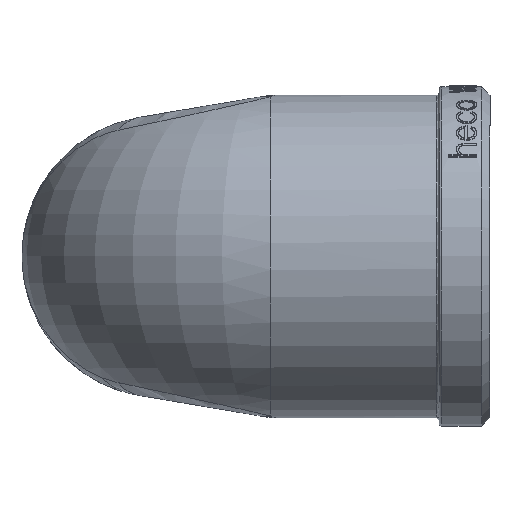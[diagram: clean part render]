
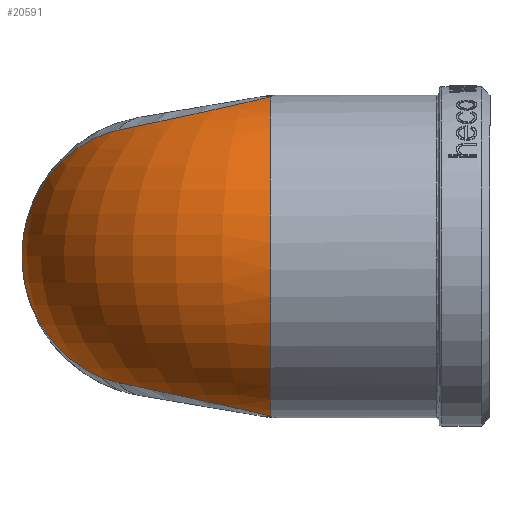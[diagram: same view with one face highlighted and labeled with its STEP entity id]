
A CAD part, left-side view. The second image highlights one B-rep face of the part: STEP entity #20591.
In plain terms, the highlighted toroidal (fillet/blend) face has major radius 10.3 mm and minor radius 19 mm.
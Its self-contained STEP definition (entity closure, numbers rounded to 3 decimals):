
#577 = ORIENTED_EDGE ( 'NONE', *, *, #8462, .F. ) ;
#906 = CARTESIAN_POINT ( 'NONE',  ( -27.693, 17.778, -25.402 ) ) ;
#907 = CARTESIAN_POINT ( 'NONE',  ( -26.362, 19.365, -24.71 ) ) ;
#908 = CARTESIAN_POINT ( 'NONE',  ( -25.06, 20.97, -23.743 ) ) ;
#965 = CARTESIAN_POINT ( 'NONE',  ( -28.619, 16.749, -25.693 ) ) ;
#1113 = CARTESIAN_POINT ( 'NONE',  ( -29.092, 16.249, -25.797 ) ) ;
#1238 = CARTESIAN_POINT ( 'NONE',  ( -16.2, 27.557, -10.932 ) ) ;
#1239 = CARTESIAN_POINT ( 'NONE',  ( -16.209, 27.557, -10.948 ) ) ;
#1240 = CARTESIAN_POINT ( 'NONE',  ( -16.218, 27.557, -10.964 ) ) ;
#1241 = CARTESIAN_POINT ( 'NONE',  ( -17.066, 27.552, -12.448 ) ) ;
#1242 = CARTESIAN_POINT ( 'NONE',  ( -18.75, 27.126, -15.395 ) ) ;
#1243 = CARTESIAN_POINT ( 'NONE',  ( -21.265, 25.308, -19.398 ) ) ;
#1244 = CARTESIAN_POINT ( 'NONE',  ( -23.352, 23.042, -22.088 ) ) ;
#3736 = CARTESIAN_POINT ( 'NONE',  ( -16.2, 27.557, -10.932 ) ) ;
#3737 = CARTESIAN_POINT ( 'NONE',  ( -29.076, -1.743, -29.757 ) ) ;
#3782 = CARTESIAN_POINT ( 'NONE',  ( -29.076, -1.743, 7.892 ) ) ;
#3886 = CARTESIAN_POINT ( 'NONE',  ( -29.092, 16.249, -25.797 ) ) ;
#3890 = CARTESIAN_POINT ( 'NONE',  ( -29.092, 16.249, 3.932 ) ) ;
#4643 = CARTESIAN_POINT ( 'NONE',  ( -16.2, -1.743, -10.932 ) ) ;
#4644 = DIRECTION ( 'NONE',  ( 0., 0., -1. ) ) ;
#4645 = DIRECTION ( 'NONE',  ( 0., -1., 0. ) ) ;
#5914 = DIRECTION ( 'NONE',  ( -1., 0., 0. ) ) ;
#6009 = CARTESIAN_POINT ( 'NONE',  ( -26.5, -1.743, -10.932 ) ) ;
#6507 = DIRECTION ( 'NONE',  ( 0., 1., 0. ) ) ;
#7387 = B_SPLINE_CURVE_WITH_KNOTS ( 'NONE', 3,
 ( #11188, #10409, #11469, #11012, #11212, #10351, #10688 ),
 .UNSPECIFIED., .F., .F.,
 ( 4, 1, 1, 1, 4 ),
 ( 0., 0.143, 0.429, 0.714, 1. ),
 .UNSPECIFIED. ) ;
#7393 = B_SPLINE_CURVE_WITH_KNOTS ( 'NONE', 3,
 ( #11130, #10608, #11257, #11039, #10901, #10293, #10044, #10163, #11231, #10442, #10934, #10612 ),
 .UNSPECIFIED., .F., .F.,
 ( 4, 2, 1, 1, 1, 1, 1, 1, 4 ),
 ( 0., 0.002, 0.202, 0.401, 0.501, 0.601, 0.701, 0.8, 1. ),
 .UNSPECIFIED. ) ;
#7498 = B_SPLINE_CURVE_WITH_KNOTS ( 'NONE', 3,
 ( #18522, #18523, #18525, #18524, #18526, #18527, #18528, #18529 ),
 .UNSPECIFIED., .F., .F.,
 ( 4, 1, 1, 1, 1, 4 ),
 ( 0., 0.286, 0.571, 0.714, 0.857, 1. ),
 .UNSPECIFIED. ) ;
#7665 = B_SPLINE_CURVE_WITH_KNOTS ( 'NONE', 3,
 ( #1113, #965, #906, #907, #908, #1244, #1243, #1242, #1241, #1240, #1239, #1238 ),
 .UNSPECIFIED., .F., .F.,
 ( 4, 1, 1, 1, 1, 1, 1, 2, 4 ),
 ( 0., 0.1, 0.2, 0.299, 0.399, 0.599, 0.798, 0.998, 1. ),
 .UNSPECIFIED. ) ;
#8126 = EDGE_CURVE ( 'NONE', #11632, #12014, #7387, .T. ) ;
#8133 = EDGE_CURVE ( 'NONE', #11630, #12028, #7393, .T. ) ;
#8462 = EDGE_CURVE ( 'NONE', #12028, #11691, #7498, .T. ) ;
#8571 = EDGE_CURVE ( 'NONE', #12014, #11630, #7665, .T. ) ;
#9065 = AXIS2_PLACEMENT_3D ( 'NONE', #4643, #4644, #4645 ) ;
#9470 = EDGE_CURVE ( 'NONE', #11632, #11691, #15595, .T. ) ;
#9950 = TOROIDAL_SURFACE ( 'NONE', #9065, 10.3, 19. ) ;
#10006 = FACE_OUTER_BOUND ( 'NONE', #15257, .T. ) ;
#10044 = CARTESIAN_POINT ( 'NONE',  ( -22.518, 23.949, -0.852 ) ) ;
#10163 = CARTESIAN_POINT ( 'NONE',  ( -23.777, 22.525, 0.635 ) ) ;
#10293 = CARTESIAN_POINT ( 'NONE',  ( -20.844, 25.612, -3.136 ) ) ;
#10351 = CARTESIAN_POINT ( 'NONE',  ( -30.423, 14.839, -26.092 ) ) ;
#10409 = CARTESIAN_POINT ( 'NONE',  ( -30.051, -1.224, -29.624 ) ) ;
#10442 = CARTESIAN_POINT ( 'NONE',  ( -26.794, 18.831, 3.166 ) ) ;
#10608 = CARTESIAN_POINT ( 'NONE',  ( -16.209, 27.557, -10.917 ) ) ;
#10612 = CARTESIAN_POINT ( 'NONE',  ( -29.092, 16.249, 3.932 ) ) ;
#10688 = CARTESIAN_POINT ( 'NONE',  ( -29.092, 16.249, -25.797 ) ) ;
#10901 = CARTESIAN_POINT ( 'NONE',  ( -18.752, 27.125, -6.468 ) ) ;
#10934 = CARTESIAN_POINT ( 'NONE',  ( -28.147, 17.249, 3.723 ) ) ;
#11012 = CARTESIAN_POINT ( 'NONE',  ( -33.654, 5.784, -28.019 ) ) ;
#11039 = CARTESIAN_POINT ( 'NONE',  ( -17.066, 27.552, -9.417 ) ) ;
#11130 = CARTESIAN_POINT ( 'NONE',  ( -16.2, 27.557, -10.932 ) ) ;
#11188 = CARTESIAN_POINT ( 'NONE',  ( -29.076, -1.743, -29.757 ) ) ;
#11212 = CARTESIAN_POINT ( 'NONE',  ( -32.575, 11.551, -26.783 ) ) ;
#11231 = CARTESIAN_POINT ( 'NONE',  ( -25.061, 20.969, 1.879 ) ) ;
#11257 = CARTESIAN_POINT ( 'NONE',  ( -16.218, 27.557, -10.901 ) ) ;
#11469 = CARTESIAN_POINT ( 'NONE',  ( -32.284, 0.984, -29.09 ) ) ;
#11630 = VERTEX_POINT ( 'NONE', #3736 ) ;
#11632 = VERTEX_POINT ( 'NONE', #3737 ) ;
#11691 = VERTEX_POINT ( 'NONE', #3782 ) ;
#12014 = VERTEX_POINT ( 'NONE', #3886 ) ;
#12028 = VERTEX_POINT ( 'NONE', #3890 ) ;
#15003 = ORIENTED_EDGE ( 'NONE', *, *, #9470, .T. ) ;
#15061 = ORIENTED_EDGE ( 'NONE', *, *, #8133, .F. ) ;
#15257 = EDGE_LOOP ( 'NONE', ( #577, #15061, #19830, #15399, #15003 ) ) ;
#15399 = ORIENTED_EDGE ( 'NONE', *, *, #8126, .F. ) ;
#15595 = CIRCLE ( 'NONE', #18597, 19. ) ;
#18522 = CARTESIAN_POINT ( 'NONE',  ( -29.092, 16.249, 3.932 ) ) ;
#18523 = CARTESIAN_POINT ( 'NONE',  ( -30.423, 14.839, 4.227 ) ) ;
#18524 = CARTESIAN_POINT ( 'NONE',  ( -33.479, 6.74, 5.949 ) ) ;
#18525 = CARTESIAN_POINT ( 'NONE',  ( -32.572, 11.555, 4.917 ) ) ;
#18526 = CARTESIAN_POINT ( 'NONE',  ( -32.827, 2.911, 6.795 ) ) ;
#18527 = CARTESIAN_POINT ( 'NONE',  ( -31.546, 0.242, 7.404 ) ) ;
#18528 = CARTESIAN_POINT ( 'NONE',  ( -30.051, -1.224, 7.759 ) ) ;
#18529 = CARTESIAN_POINT ( 'NONE',  ( -29.076, -1.743, 7.892 ) ) ;
#18597 = AXIS2_PLACEMENT_3D ( 'NONE', #6009, #6507, #5914 ) ;
#19830 = ORIENTED_EDGE ( 'NONE', *, *, #8571, .F. ) ;
#20591 = ADVANCED_FACE ( 'NONE', ( #10006 ), #9950, .T. ) ;
